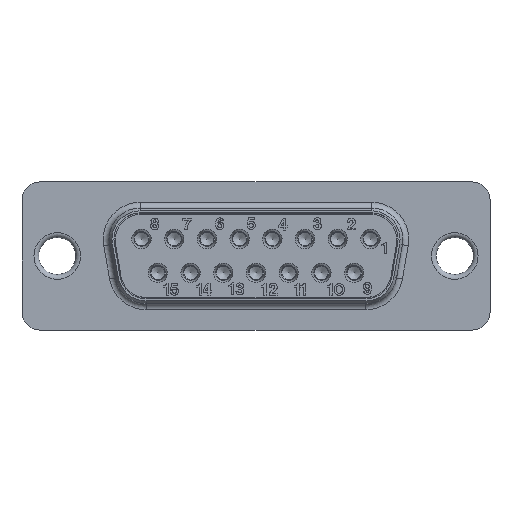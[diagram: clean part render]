
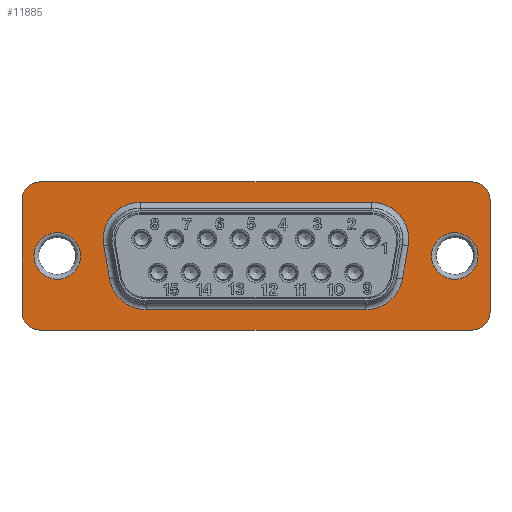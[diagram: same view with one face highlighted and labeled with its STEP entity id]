
A CAD part, top view. The second image highlights one B-rep face of the part: STEP entity #11885.
In plain terms, the highlighted face is planar.
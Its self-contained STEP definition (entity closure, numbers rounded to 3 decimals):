
#1501=LINE('',#25300,#2617);
#1502=LINE('',#25304,#2618);
#1503=LINE('',#25308,#2619);
#1504=LINE('',#25311,#2620);
#1505=LINE('',#25316,#2621);
#1506=LINE('',#25320,#2622);
#1507=LINE('',#25324,#2623);
#1508=LINE('',#25328,#2624);
#2617=VECTOR('',#15880,9.4);
#2618=VECTOR('',#15883,36.2);
#2619=VECTOR('',#15886,9.4);
#2620=VECTOR('',#15889,36.2);
#2621=VECTOR('',#15892,18.413);
#2622=VECTOR('',#15895,2.843);
#2623=VECTOR('',#15898,19.4);
#2624=VECTOR('',#15901,2.843);
#3102=PLANE('',#12862);
#3324=FACE_BOUND('',#4870,.T.);
#3325=FACE_BOUND('',#4871,.T.);
#3326=FACE_BOUND('',#4872,.T.);
#3974=FACE_OUTER_BOUND('',#4869,.T.);
#4869=EDGE_LOOP('',(#10964,#10965,#10966,#10967,#10968,#10969,#10970,#10971));
#4870=EDGE_LOOP('',(#10972));
#4871=EDGE_LOOP('',(#10973,#10974,#10975,#10976,#10977,#10978,#10979,#10980));
#4872=EDGE_LOOP('',(#10981));
#5247=CIRCLE('',#12861,1.95);
#5248=CIRCLE('',#12863,1.5);
#5249=CIRCLE('',#12864,1.5);
#5250=CIRCLE('',#12865,1.5);
#5251=CIRCLE('',#12866,1.5);
#5252=CIRCLE('',#12867,1.95);
#5253=CIRCLE('',#12868,3.1);
#5254=CIRCLE('',#12869,3.1);
#5255=CIRCLE('',#12870,3.1);
#5256=CIRCLE('',#12871,3.1);
#6321=VERTEX_POINT('',#25293);
#6322=VERTEX_POINT('',#25296);
#6323=VERTEX_POINT('',#25297);
#6324=VERTEX_POINT('',#25299);
#6325=VERTEX_POINT('',#25301);
#6326=VERTEX_POINT('',#25303);
#6327=VERTEX_POINT('',#25305);
#6328=VERTEX_POINT('',#25307);
#6329=VERTEX_POINT('',#25309);
#6330=VERTEX_POINT('',#25312);
#6331=VERTEX_POINT('',#25314);
#6332=VERTEX_POINT('',#25315);
#6333=VERTEX_POINT('',#25317);
#6334=VERTEX_POINT('',#25319);
#6335=VERTEX_POINT('',#25321);
#6336=VERTEX_POINT('',#25323);
#6337=VERTEX_POINT('',#25325);
#6338=VERTEX_POINT('',#25327);
#7880=EDGE_CURVE('',#6321,#6321,#5247,.T.);
#7881=EDGE_CURVE('',#6322,#6323,#5248,.T.);
#7882=EDGE_CURVE('',#6324,#6322,#1501,.T.);
#7883=EDGE_CURVE('',#6325,#6324,#5249,.T.);
#7884=EDGE_CURVE('',#6326,#6325,#1502,.T.);
#7885=EDGE_CURVE('',#6327,#6326,#5250,.T.);
#7886=EDGE_CURVE('',#6328,#6327,#1503,.T.);
#7887=EDGE_CURVE('',#6329,#6328,#5251,.T.);
#7888=EDGE_CURVE('',#6323,#6329,#1504,.T.);
#7889=EDGE_CURVE('',#6330,#6330,#5252,.T.);
#7890=EDGE_CURVE('',#6331,#6332,#1505,.T.);
#7891=EDGE_CURVE('',#6333,#6331,#5253,.T.);
#7892=EDGE_CURVE('',#6334,#6333,#1506,.T.);
#7893=EDGE_CURVE('',#6335,#6334,#5254,.T.);
#7894=EDGE_CURVE('',#6336,#6335,#1507,.T.);
#7895=EDGE_CURVE('',#6337,#6336,#5255,.T.);
#7896=EDGE_CURVE('',#6338,#6337,#1508,.T.);
#7897=EDGE_CURVE('',#6332,#6338,#5256,.T.);
#10964=ORIENTED_EDGE('',*,*,#7881,.F.);
#10965=ORIENTED_EDGE('',*,*,#7882,.F.);
#10966=ORIENTED_EDGE('',*,*,#7883,.F.);
#10967=ORIENTED_EDGE('',*,*,#7884,.F.);
#10968=ORIENTED_EDGE('',*,*,#7885,.F.);
#10969=ORIENTED_EDGE('',*,*,#7886,.F.);
#10970=ORIENTED_EDGE('',*,*,#7887,.F.);
#10971=ORIENTED_EDGE('',*,*,#7888,.F.);
#10972=ORIENTED_EDGE('',*,*,#7889,.F.);
#10973=ORIENTED_EDGE('',*,*,#7890,.F.);
#10974=ORIENTED_EDGE('',*,*,#7891,.F.);
#10975=ORIENTED_EDGE('',*,*,#7892,.F.);
#10976=ORIENTED_EDGE('',*,*,#7893,.F.);
#10977=ORIENTED_EDGE('',*,*,#7894,.F.);
#10978=ORIENTED_EDGE('',*,*,#7895,.F.);
#10979=ORIENTED_EDGE('',*,*,#7896,.F.);
#10980=ORIENTED_EDGE('',*,*,#7897,.F.);
#10981=ORIENTED_EDGE('',*,*,#7880,.F.);
#11885=ADVANCED_FACE('',(#3974,#3324,#3325,#3326),#3102,.F.);
#12861=AXIS2_PLACEMENT_3D('',#25294,#15874,#15875);
#12862=AXIS2_PLACEMENT_3D('',#25295,#15876,#15877);
#12863=AXIS2_PLACEMENT_3D('',#25298,#15878,#15879);
#12864=AXIS2_PLACEMENT_3D('',#25302,#15881,#15882);
#12865=AXIS2_PLACEMENT_3D('',#25306,#15884,#15885);
#12866=AXIS2_PLACEMENT_3D('',#25310,#15887,#15888);
#12867=AXIS2_PLACEMENT_3D('',#25313,#15890,#15891);
#12868=AXIS2_PLACEMENT_3D('',#25318,#15893,#15894);
#12869=AXIS2_PLACEMENT_3D('',#25322,#15896,#15897);
#12870=AXIS2_PLACEMENT_3D('',#25326,#15899,#15900);
#12871=AXIS2_PLACEMENT_3D('',#25329,#15902,#15903);
#15874=DIRECTION('center_axis',(0.,0.,-1.));
#15875=DIRECTION('ref_axis',(-1.,0.,0.));
#15876=DIRECTION('center_axis',(0.,0.,1.));
#15877=DIRECTION('ref_axis',(1.,0.,0.));
#15878=DIRECTION('center_axis',(0.,0.,1.));
#15879=DIRECTION('ref_axis',(0.707,0.707,0.));
#15880=DIRECTION('',(0.,1.,0.));
#15881=DIRECTION('center_axis',(0.,0.,1.));
#15882=DIRECTION('ref_axis',(0.707,-0.707,0.));
#15883=DIRECTION('',(1.,0.,0.));
#15884=DIRECTION('center_axis',(0.,0.,1.));
#15885=DIRECTION('ref_axis',(-0.707,-0.707,0.));
#15886=DIRECTION('',(0.,-1.,0.));
#15887=DIRECTION('center_axis',(0.,0.,1.));
#15888=DIRECTION('ref_axis',(-0.707,0.707,0.));
#15889=DIRECTION('',(-1.,0.,0.));
#15890=DIRECTION('center_axis',(0.,0.,-1.));
#15891=DIRECTION('ref_axis',(-1.,0.,0.));
#15892=DIRECTION('',(-1.,0.,0.));
#15893=DIRECTION('center_axis',(0.,0.,-1.));
#15894=DIRECTION('ref_axis',(0.643,-0.766,0.));
#15895=DIRECTION('',(-0.174,-0.985,0.));
#15896=DIRECTION('center_axis',(0.,0.,-1.));
#15897=DIRECTION('ref_axis',(0.766,0.643,0.));
#15898=DIRECTION('',(1.,0.,0.));
#15899=DIRECTION('center_axis',(0.,0.,-1.));
#15900=DIRECTION('ref_axis',(-0.766,0.643,0.));
#15901=DIRECTION('',(-0.174,0.985,0.));
#15902=DIRECTION('center_axis',(0.,0.,-1.));
#15903=DIRECTION('ref_axis',(-0.643,-0.766,0.));
#25293=CARTESIAN_POINT('',(18.6,0.,-0.4));
#25294=CARTESIAN_POINT('Origin',(16.65,0.,-0.4));
#25295=CARTESIAN_POINT('Origin',(9.793,0.022,-0.4));
#25296=CARTESIAN_POINT('',(19.6,4.7,-0.4));
#25297=CARTESIAN_POINT('',(18.1,6.2,-0.4));
#25298=CARTESIAN_POINT('Origin',(18.1,4.7,-0.4));
#25299=CARTESIAN_POINT('',(19.6,-4.7,-0.4));
#25300=CARTESIAN_POINT('',(19.6,-6.2,-0.4));
#25301=CARTESIAN_POINT('',(18.1,-6.2,-0.4));
#25302=CARTESIAN_POINT('Origin',(18.1,-4.7,-0.4));
#25303=CARTESIAN_POINT('',(-18.1,-6.2,-0.4));
#25304=CARTESIAN_POINT('',(-19.6,-6.2,-0.4));
#25305=CARTESIAN_POINT('',(-19.6,-4.7,-0.4));
#25306=CARTESIAN_POINT('Origin',(-18.1,-4.7,-0.4));
#25307=CARTESIAN_POINT('',(-19.6,4.7,-0.4));
#25308=CARTESIAN_POINT('',(-19.6,6.2,-0.4));
#25309=CARTESIAN_POINT('',(-18.1,6.2,-0.4));
#25310=CARTESIAN_POINT('Origin',(-18.1,4.7,-0.4));
#25311=CARTESIAN_POINT('',(19.6,6.2,-0.4));
#25312=CARTESIAN_POINT('',(-14.7,0.,-0.4));
#25313=CARTESIAN_POINT('Origin',(-16.65,0.,-0.4));
#25314=CARTESIAN_POINT('',(9.206,-4.5,-0.4));
#25315=CARTESIAN_POINT('',(-9.206,-4.5,-0.4));
#25316=CARTESIAN_POINT('',(4.897,-4.5,-0.4));
#25317=CARTESIAN_POINT('',(12.259,-1.938,-0.4));
#25318=CARTESIAN_POINT('Origin',(9.206,-1.4,-0.4));
#25319=CARTESIAN_POINT('',(12.753,0.862,-0.4));
#25320=CARTESIAN_POINT('',(12.39,-1.199,-0.4));
#25321=CARTESIAN_POINT('',(9.7,4.5,-0.4));
#25322=CARTESIAN_POINT('Origin',(9.7,1.4,-0.4));
#25323=CARTESIAN_POINT('',(-9.7,4.5,-0.4));
#25324=CARTESIAN_POINT('',(4.897,4.5,-0.4));
#25325=CARTESIAN_POINT('',(-12.753,0.862,-0.4));
#25326=CARTESIAN_POINT('Origin',(-9.7,1.4,-0.4));
#25327=CARTESIAN_POINT('',(-12.259,-1.938,-0.4));
#25328=CARTESIAN_POINT('',(-12.341,-1.473,-0.4));
#25329=CARTESIAN_POINT('Origin',(-9.206,-1.4,-0.4));
